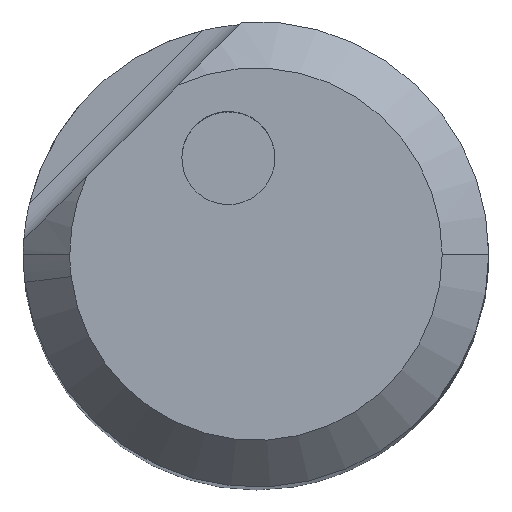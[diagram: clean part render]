
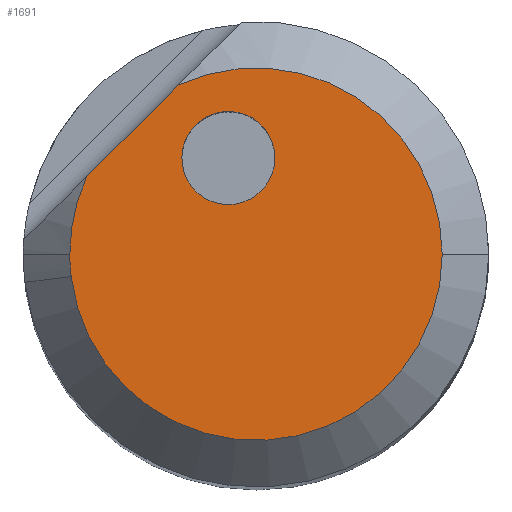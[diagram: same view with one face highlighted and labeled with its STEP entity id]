
A CAD part, top view. The second image highlights one B-rep face of the part: STEP entity #1691.
In plain terms, the highlighted planar face has unit normal (0, 0, 1).
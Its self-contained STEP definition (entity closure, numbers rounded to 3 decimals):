
#1411=AXIS2_PLACEMENT_3D('Circle Axis2P3D',#1409,#1410,$) ;
#1429=AXIS2_PLACEMENT_3D('Circle Axis2P3D',#1427,#1428,$) ;
#1564=AXIS2_PLACEMENT_3D('Circle Axis2P3D',#1562,#1563,$) ;
#1650=AXIS2_PLACEMENT_3D('Circle Axis2P3D',#1648,#1649,$) ;
#1664=AXIS2_PLACEMENT_3D('Plane Axis2P3D',#1661,#1662,#1663) ;
#1675=AXIS2_PLACEMENT_3D('Circle Axis2P3D',#1673,#1674,$) ;
#1684=AXIS2_PLACEMENT_3D('Circle Axis2P3D',#1682,#1683,$) ;
#1398=CARTESIAN_POINT('Vertex',(-1.588,-0.192,0.)) ;
#1406=CARTESIAN_POINT('Vertex',(1.6,0.,0.)) ;
#1409=CARTESIAN_POINT('Axis2P3D Location',(0.,0.,0.)) ;
#1427=CARTESIAN_POINT('Axis2P3D Location',(0.,0.,0.)) ;
#1431=CARTESIAN_POINT('Vertex',(-1.6,0.,0.)) ;
#1562=CARTESIAN_POINT('Axis2P3D Location',(0.,0.,0.)) ;
#1566=CARTESIAN_POINT('Vertex',(-1.454,0.667,0.)) ;
#1594=CARTESIAN_POINT('Line Origine',(-1.061,1.061,0.)) ;
#1598=CARTESIAN_POINT('Vertex',(-0.667,1.454,0.)) ;
#1648=CARTESIAN_POINT('Axis2P3D Location',(0.,0.,0.)) ;
#1661=CARTESIAN_POINT('Axis2P3D Location',(2.9,0.,0.)) ;
#1673=CARTESIAN_POINT('Axis2P3D Location',(-0.237,0.827,0.)) ;
#1677=CARTESIAN_POINT('Vertex',(-0.585,0.63,0.)) ;
#1679=CARTESIAN_POINT('Vertex',(0.111,1.023,0.)) ;
#1682=CARTESIAN_POINT('Axis2P3D Location',(-0.237,0.827,0.)) ;
#1410=DIRECTION('Axis2P3D Direction',(0.,0.,-1.)) ;
#1428=DIRECTION('Axis2P3D Direction',(0.,0.,-1.)) ;
#1563=DIRECTION('Axis2P3D Direction',(0.,0.,-1.)) ;
#1595=DIRECTION('Vector Direction',(-0.707,-0.707,0.)) ;
#1649=DIRECTION('Axis2P3D Direction',(0.,0.,-1.)) ;
#1662=DIRECTION('Axis2P3D Direction',(0.,0.,-1.)) ;
#1663=DIRECTION('Axis2P3D XDirection',(-1.,0.,0.)) ;
#1674=DIRECTION('Axis2P3D Direction',(0.,0.,-1.)) ;
#1683=DIRECTION('Axis2P3D Direction',(0.,0.,-1.)) ;
#1596=VECTOR('Line Direction',#1595,1.) ;
#1667=ORIENTED_EDGE('',*,*,#1600,.T.) ;
#1668=ORIENTED_EDGE('',*,*,#1568,.F.) ;
#1669=ORIENTED_EDGE('',*,*,#1433,.F.) ;
#1670=ORIENTED_EDGE('',*,*,#1413,.F.) ;
#1671=ORIENTED_EDGE('',*,*,#1652,.F.) ;
#1688=ORIENTED_EDGE('',*,*,#1681,.T.) ;
#1689=ORIENTED_EDGE('',*,*,#1686,.T.) ;
#1690=FACE_BOUND('',#1687,.T.) ;
#1691=ADVANCED_FACE('NOCUT',(#1672,#1690),#1665,.F.) ;
#1412=CIRCLE('generated circle',#1411,1.6) ;
#1430=CIRCLE('generated circle',#1429,1.6) ;
#1565=CIRCLE('generated circle',#1564,1.6) ;
#1651=CIRCLE('generated circle',#1650,1.6) ;
#1676=CIRCLE('generated circle',#1675,0.4) ;
#1685=CIRCLE('generated circle',#1684,0.4) ;
#1413=EDGE_CURVE('',#1407,#1399,#1412,.T.) ;
#1433=EDGE_CURVE('',#1399,#1432,#1430,.T.) ;
#1568=EDGE_CURVE('',#1432,#1567,#1565,.T.) ;
#1600=EDGE_CURVE('',#1599,#1567,#1597,.T.) ;
#1652=EDGE_CURVE('',#1599,#1407,#1651,.T.) ;
#1681=EDGE_CURVE('',#1678,#1680,#1676,.T.) ;
#1686=EDGE_CURVE('',#1680,#1678,#1685,.T.) ;
#1666=EDGE_LOOP('',(#1667,#1668,#1669,#1670,#1671)) ;
#1687=EDGE_LOOP('',(#1688,#1689)) ;
#1672=FACE_OUTER_BOUND('',#1666,.T.) ;
#1597=LINE('Line',#1594,#1596) ;
#1665=PLANE('',#1664) ;
#1399=VERTEX_POINT('',#1398) ;
#1407=VERTEX_POINT('',#1406) ;
#1432=VERTEX_POINT('',#1431) ;
#1567=VERTEX_POINT('',#1566) ;
#1599=VERTEX_POINT('',#1598) ;
#1678=VERTEX_POINT('',#1677) ;
#1680=VERTEX_POINT('',#1679) ;
